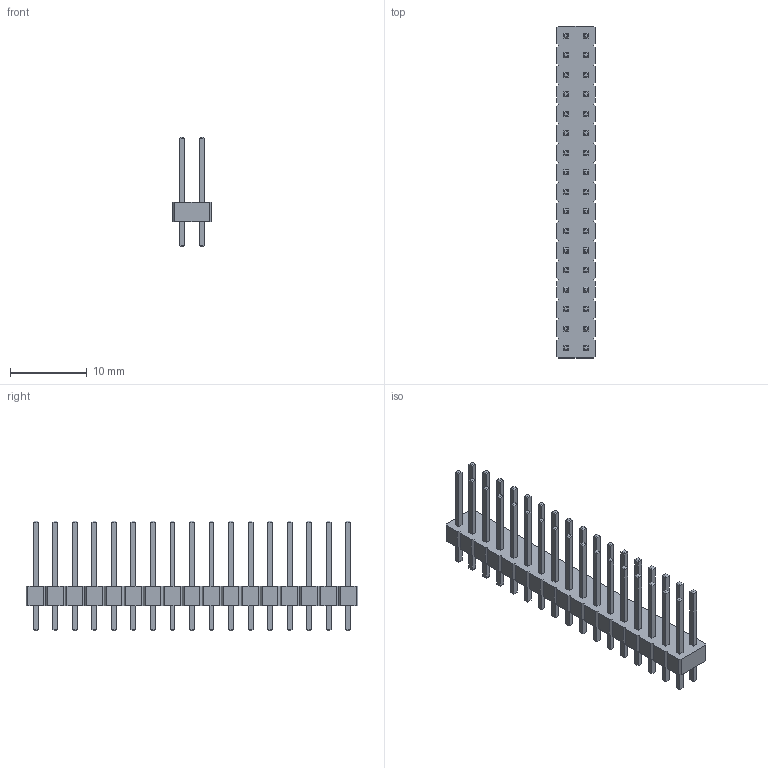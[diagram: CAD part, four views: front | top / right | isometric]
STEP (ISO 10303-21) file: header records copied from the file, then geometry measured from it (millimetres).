
FILE_DESCRIPTION(('FreeCAD Model'),'2;1');
FILE_NAME('./generated_pinheaders//PinHeader_Straight_2x17x2.54mm.step', '2016-03-29T22:47:40',('Author'),(''), 'Open CASCADE STEP processor 6.8','FreeCAD','Unknown');
FILE_SCHEMA(('AUTOMOTIVE_DESIGN_CC2 { 1 2 10303 214 -1 1 5 4 }'));
Length unit declared in the file: millimetre
Products named in the file (1): PinHeader_Straight_2x17x254mm
Bounding box: 5 x 43.18 x 14.3 mm (x, y, z)
Volume: 697.1 mm3; surface area: 1692.8 mm2
Topology: 1 solids, 1 shells, 718 faces, 1672 edges, 1024 vertices
Faces by surface type: plane 718
Entity records: 45871 total; most frequent: CARTESIAN_POINT 7303, DIRECTION 5910, LINE 4472, VECTOR 4472, ORIENTED_EDGE 3344, PCURVE 3344, DEFINITIONAL_REPRESENTATION 3344, EDGE_CURVE 1672
